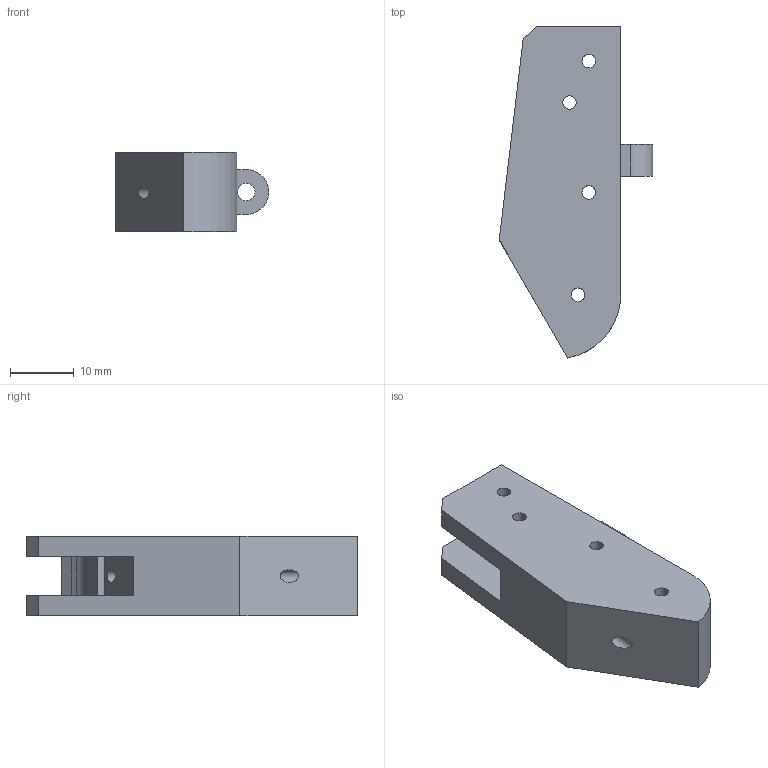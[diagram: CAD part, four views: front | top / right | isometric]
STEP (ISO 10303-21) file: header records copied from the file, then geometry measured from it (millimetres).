
FILE_DESCRIPTION(/* description */ (''),/* implementation_level */ '2;1');
FILE_NAME(/* name */ 'RingFingerBase.stp',/* time_stamp */ '2025-10-24T00:56:17-05:00',/* author */ ('aul12'),/* organization */ (''),/* preprocessor_version */ 'ST-DEVELOPER v19.2',/* originating_system */ 'Autodesk Inventor 2024',/* authorisation */ '');
FILE_SCHEMA (('AUTOMOTIVE_DESIGN { 1 0 10303 214 3 1 1 }'));
Length unit declared in the file: millimetre
Products named in the file (1): PointerFingerBase
Bounding box: 23.98 x 51.86 x 12.5 mm (x, y, z)
Volume: 8751.6 mm3; surface area: 3948.9 mm2
Topology: 1 solids, 1 shells, 34 faces, 102 edges, 68 vertices
Faces by surface type: plane 24, cylinder 10
Full cylindrical faces by diameter (mm): 2 x1, 2.125 x5, 2.75 x1
Entity records: 1229 total; most frequent: CARTESIAN_POINT 205, ORIENTED_EDGE 204, DIRECTION 200, EDGE_CURVE 102, LINE 74, VECTOR 74, VERTEX_POINT 68, AXIS2_PLACEMENT_3D 63
